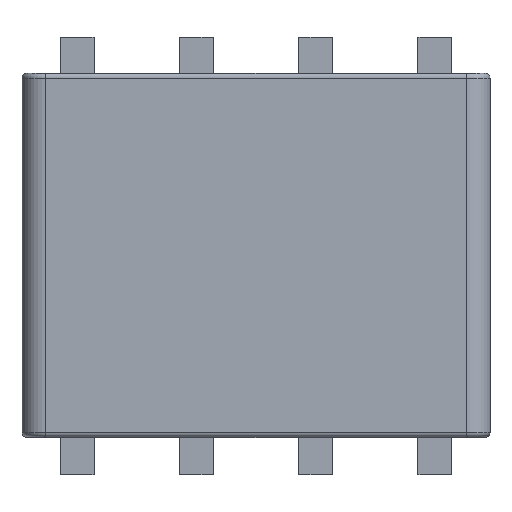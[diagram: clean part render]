
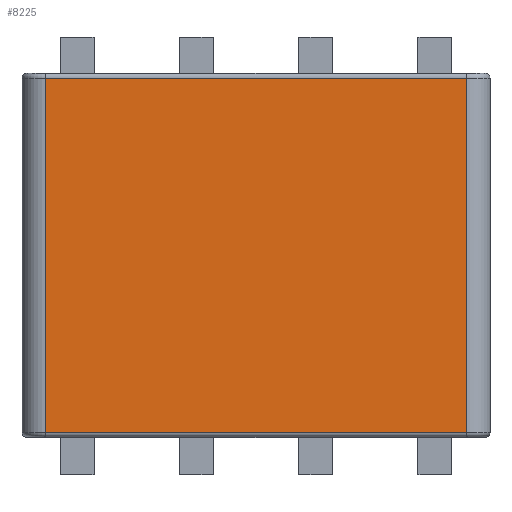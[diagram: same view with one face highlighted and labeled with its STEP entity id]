
A CAD part, top view. The second image highlights one B-rep face of the part: STEP entity #8225.
In plain terms, the highlighted planar face has unit normal (0, 0, 1).
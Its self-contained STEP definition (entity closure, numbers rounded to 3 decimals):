
#189=PLANE('',#8866);
#759=LINE('',#12844,#1250);
#760=LINE('',#12847,#1251);
#761=LINE('',#12849,#1252);
#762=LINE('',#12851,#1253);
#1250=VECTOR('',#10613,1000.);
#1251=VECTOR('',#10614,1000.);
#1252=VECTOR('',#10615,1000.);
#1253=VECTOR('',#10616,1000.);
#2861=ORIENTED_EDGE('',*,*,#3781,.T.);
#2862=ORIENTED_EDGE('',*,*,#3782,.T.);
#2863=ORIENTED_EDGE('',*,*,#3783,.T.);
#2864=ORIENTED_EDGE('',*,*,#3784,.T.);
#3781=EDGE_CURVE('',#4318,#4319,#759,.T.);
#3782=EDGE_CURVE('',#4319,#4320,#760,.T.);
#3783=EDGE_CURVE('',#4320,#4321,#761,.T.);
#3784=EDGE_CURVE('',#4321,#4318,#762,.T.);
#4318=VERTEX_POINT('',#12845);
#4319=VERTEX_POINT('',#12846);
#4320=VERTEX_POINT('',#12848);
#4321=VERTEX_POINT('',#12850);
#4952=EDGE_LOOP('',(#2861,#2862,#2863,#2864));
#5309=FACE_BOUND('',#4952,.T.);
#8225=ADVANCED_FACE('',(#5309),#189,.T.);
#8866=AXIS2_PLACEMENT_3D('',#12843,#10611,#10612);
#10611=DIRECTION('',(0.,0.,1.));
#10612=DIRECTION('',(1.,0.,0.));
#10613=DIRECTION('',(0.,1.,0.));
#10614=DIRECTION('',(-1.,0.,0.));
#10615=DIRECTION('',(0.,-1.,0.));
#10616=DIRECTION('',(1.,0.,0.));
#12843=CARTESIAN_POINT('',(-4.89,0.,4.7));
#12844=CARTESIAN_POINT('',(4.39,3.8,4.7));
#12845=CARTESIAN_POINT('',(4.39,-3.7,4.7));
#12846=CARTESIAN_POINT('',(4.39,3.7,4.7));
#12847=CARTESIAN_POINT('',(-4.39,3.7,4.7));
#12848=CARTESIAN_POINT('',(-4.39,3.7,4.7));
#12849=CARTESIAN_POINT('',(-4.39,0.,4.7));
#12850=CARTESIAN_POINT('',(-4.39,-3.7,4.7));
#12851=CARTESIAN_POINT('',(4.39,-3.7,4.7));
